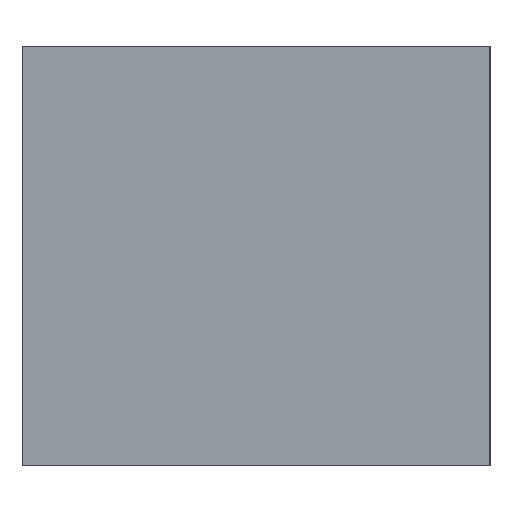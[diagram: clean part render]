
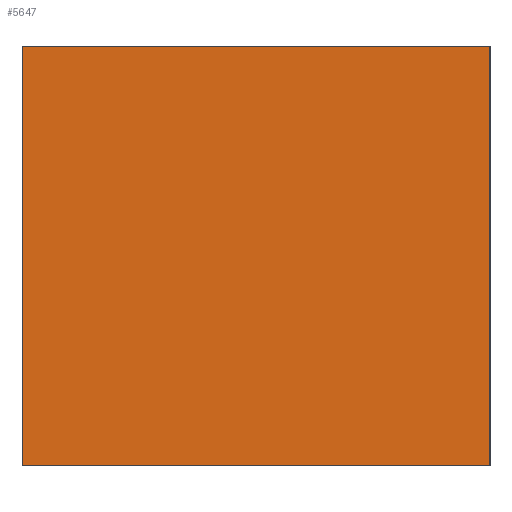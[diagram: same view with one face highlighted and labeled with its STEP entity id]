
A CAD part, left-side view. The second image highlights one B-rep face of the part: STEP entity #5647.
In plain terms, the highlighted planar face has unit normal (-1, 0, 0).
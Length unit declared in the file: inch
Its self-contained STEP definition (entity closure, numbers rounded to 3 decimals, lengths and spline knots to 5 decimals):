
#395=FACE_OUTER_BOUND('',#716,.T.);
#716=EDGE_LOOP('',(#4867,#4868,#4869,#4870));
#1542=LINE('',#8736,#2310);
#1545=LINE('',#8742,#2313);
#1546=LINE('',#8745,#2314);
#1547=LINE('',#8746,#2315);
#2310=VECTOR('',#7196,0.335);
#2313=VECTOR('',#7201,0.3);
#2314=VECTOR('',#7204,0.3);
#2315=VECTOR('',#7205,0.335);
#2824=VERTEX_POINT('',#8730);
#2826=VERTEX_POINT('',#8734);
#2828=VERTEX_POINT('',#8740);
#2829=VERTEX_POINT('',#8744);
#3590=EDGE_CURVE('',#2826,#2824,#1542,.T.);
#3593=EDGE_CURVE('',#2828,#2826,#1545,.T.);
#3594=EDGE_CURVE('',#2824,#2829,#1546,.T.);
#3595=EDGE_CURVE('',#2828,#2829,#1547,.T.);
#4867=ORIENTED_EDGE('',*,*,#3594,.F.);
#4868=ORIENTED_EDGE('',*,*,#3590,.F.);
#4869=ORIENTED_EDGE('',*,*,#3593,.F.);
#4870=ORIENTED_EDGE('',*,*,#3595,.T.);
#5389=PLANE('',#5925);
#5647=ADVANCED_FACE('',(#395),#5389,.F.);
#5925=AXIS2_PLACEMENT_3D('',#8743,#7202,#7203);
#7196=DIRECTION('',(0.,1.,0.));
#7201=DIRECTION('',(0.,0.,-1.));
#7202=DIRECTION('center_axis',(1.,0.,0.));
#7203=DIRECTION('ref_axis',(0.,0.,-1.));
#7204=DIRECTION('',(0.,0.,1.));
#7205=DIRECTION('',(0.,1.,0.));
#8730=CARTESIAN_POINT('',(-1.05985,0.335,-0.15));
#8734=CARTESIAN_POINT('',(-1.05985,0.,-0.15));
#8736=CARTESIAN_POINT('',(-1.05985,0.,-0.15));
#8740=CARTESIAN_POINT('',(-1.05985,0.,0.15));
#8742=CARTESIAN_POINT('',(-1.05985,0.,0.15));
#8743=CARTESIAN_POINT('Origin',(-1.05985,0.335,-0.15));
#8744=CARTESIAN_POINT('',(-1.05985,0.335,0.15));
#8745=CARTESIAN_POINT('',(-1.05985,0.335,-0.15));
#8746=CARTESIAN_POINT('',(-1.05985,0.,0.15));
